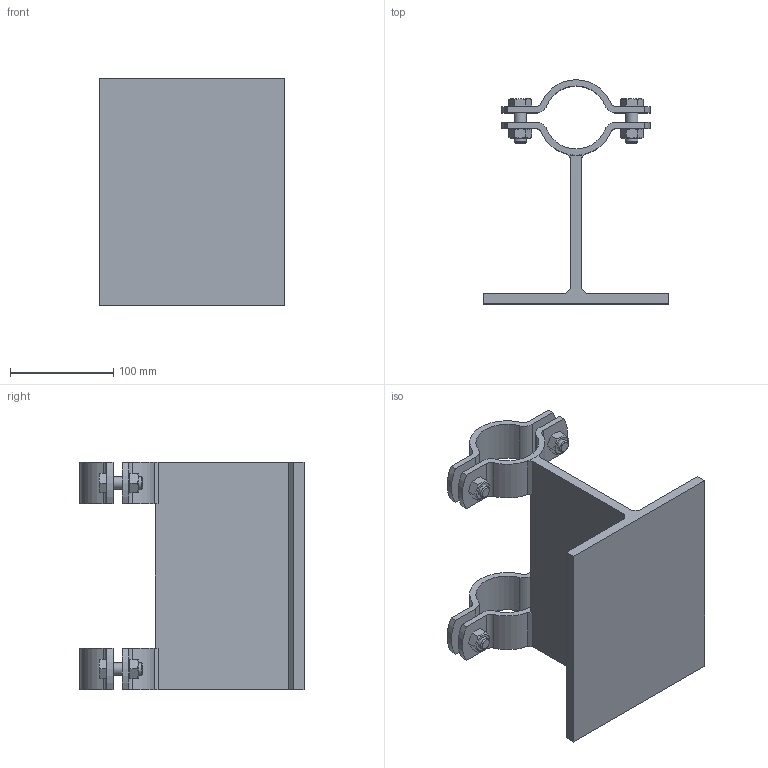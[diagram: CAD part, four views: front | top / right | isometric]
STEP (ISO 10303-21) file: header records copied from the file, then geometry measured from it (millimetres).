
FILE_DESCRIPTION((''),'2;1');
FILE_NAME('116455.stp','2010-04-13T09:56:01',('DMK009'),(''),'Autodesk Inventor 2010','Autodesk Inventor 2010','');
FILE_SCHEMA(('AUTOMOTIVE_DESIGN { 1 0 10303 214 1 1 1 1 }'));
Length unit declared in the file: millimetre
Products named in the file (1): 116455
Bounding box: 180 x 217 x 220 mm (x, y, z)
Volume: 877243.9 mm3; surface area: 219116.1 mm2
Topology: 1 solids, 1 shells, 224 faces, 550 edges, 352 vertices
Faces by surface type: plane 114, cylinder 54, cone 48, bspline 8
Full cylindrical faces by diameter (mm): 11.053 x4, 12 x8, 14 x4, 17.2 x4
Entity records: 6499 total; most frequent: CARTESIAN_POINT 1377, DIRECTION 994, ORIENTED_EDGE 976, EDGE_CURVE 488, AXIS2_PLACEMENT_3D 385, VERTEX_POINT 336, EDGE_LOOP 306, STYLED_ITEM 225
